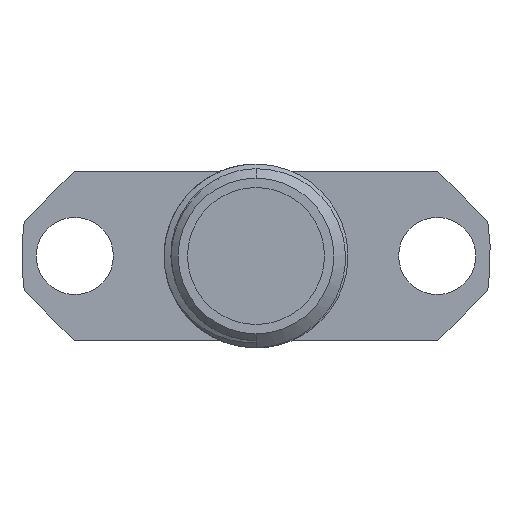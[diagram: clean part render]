
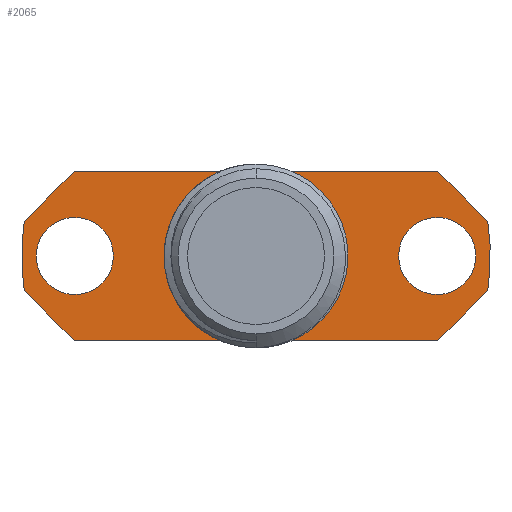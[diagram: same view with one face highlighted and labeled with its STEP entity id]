
A CAD part, left-side view. The second image highlights one B-rep face of the part: STEP entity #2065.
In plain terms, the highlighted planar face has unit normal (-1, 0, 0).
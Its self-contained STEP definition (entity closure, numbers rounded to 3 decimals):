
#5 = CARTESIAN_POINT ( 'NONE',  ( 7.8, -6.11, 1.3 ) ) ;
#19 = DIRECTION ( 'NONE',  ( -1., 0., 0. ) ) ;
#51 = CARTESIAN_POINT ( 'NONE',  ( 7.8, 6.13, -2.85 ) ) ;
#54 = VECTOR ( 'NONE', #3011, 1000. ) ;
#127 = EDGE_CURVE ( 'NONE', #1727, #2089, #3205, .T. ) ;
#171 = CARTESIAN_POINT ( 'NONE',  ( 7.8, 0., 0. ) ) ;
#177 = AXIS2_PLACEMENT_3D ( 'NONE', #2409, #803, #3490 ) ;
#190 = DIRECTION ( 'NONE',  ( 0., 0.707, 0.707 ) ) ;
#325 = VERTEX_POINT ( 'NONE', #844 ) ;
#333 = LINE ( 'NONE', #51, #2877 ) ;
#347 = VERTEX_POINT ( 'NONE', #1690 ) ;
#353 = CARTESIAN_POINT ( 'NONE',  ( 7.8, -7.813, 1.167 ) ) ;
#378 = FACE_OUTER_BOUND ( 'NONE', #3376, .T. ) ;
#412 = EDGE_CURVE ( 'NONE', #347, #2195, #333, .T. ) ;
#483 = VECTOR ( 'NONE', #3159, 1000. ) ;
#488 = AXIS2_PLACEMENT_3D ( 'NONE', #3087, #684, #1512 ) ;
#532 = EDGE_LOOP ( 'NONE', ( #3081, #2766 ) ) ;
#586 = VERTEX_POINT ( 'NONE', #966 ) ;
#629 = AXIS2_PLACEMENT_3D ( 'NONE', #171, #3075, #3341 ) ;
#673 = FACE_BOUND ( 'NONE', #941, .T. ) ;
#680 = ORIENTED_EDGE ( 'NONE', *, *, #3178, .T. ) ;
#684 = DIRECTION ( 'NONE',  ( -1., 0., 0. ) ) ;
#689 = CARTESIAN_POINT ( 'NONE',  ( 7.8, 6.11, 1.3 ) ) ;
#690 = CIRCLE ( 'NONE', #1128, 1.3 ) ;
#702 = DIRECTION ( 'NONE',  ( 0., 1., 0. ) ) ;
#727 = CARTESIAN_POINT ( 'NONE',  ( 7.8, 7.813, -1.167 ) ) ;
#737 = CARTESIAN_POINT ( 'NONE',  ( 7.8, -6.13, -2.85 ) ) ;
#752 = AXIS2_PLACEMENT_3D ( 'NONE', #3379, #1537, #1214 ) ;
#776 = LINE ( 'NONE', #3126, #2519 ) ;
#793 = VERTEX_POINT ( 'NONE', #353 ) ;
#797 = LINE ( 'NONE', #2438, #54 ) ;
#803 = DIRECTION ( 'NONE',  ( -1., 0., 0. ) ) ;
#844 = CARTESIAN_POINT ( 'NONE',  ( 7.8, 6.11, -1.3 ) ) ;
#851 = VERTEX_POINT ( 'NONE', #3317 ) ;
#885 = ORIENTED_EDGE ( 'NONE', *, *, #1183, .F. ) ;
#941 = EDGE_LOOP ( 'NONE', ( #2530, #2439 ) ) ;
#966 = CARTESIAN_POINT ( 'NONE',  ( 7.8, 0., -2.625 ) ) ;
#1002 = DIRECTION ( 'NONE',  ( 0., -0.707, 0.707 ) ) ;
#1043 = CARTESIAN_POINT ( 'NONE',  ( 7.8, 6.11, 0. ) ) ;
#1071 = DIRECTION ( 'NONE',  ( 0., 0., 1. ) ) ;
#1080 = CIRCLE ( 'NONE', #2840, 1.3 ) ;
#1093 = AXIS2_PLACEMENT_3D ( 'NONE', #2689, #3230, #3056 ) ;
#1128 = AXIS2_PLACEMENT_3D ( 'NONE', #2230, #2822, #3296 ) ;
#1183 = EDGE_CURVE ( 'NONE', #1635, #325, #1769, .T. ) ;
#1211 = VERTEX_POINT ( 'NONE', #5 ) ;
#1214 = DIRECTION ( 'NONE',  ( 0., 0., 1. ) ) ;
#1241 = EDGE_CURVE ( 'NONE', #2410, #1727, #797, .T. ) ;
#1256 = CIRCLE ( 'NONE', #1990, 1.3 ) ;
#1268 = CARTESIAN_POINT ( 'NONE',  ( 7.8, 7.813, -1.167 ) ) ;
#1281 = EDGE_CURVE ( 'NONE', #1211, #851, #1080, .T. ) ;
#1328 = DIRECTION ( 'NONE',  ( 0., 0., 1. ) ) ;
#1340 = VERTEX_POINT ( 'NONE', #1687 ) ;
#1386 = EDGE_CURVE ( 'NONE', #851, #1211, #690, .T. ) ;
#1389 = ORIENTED_EDGE ( 'NONE', *, *, #3467, .T. ) ;
#1401 = VERTEX_POINT ( 'NONE', #2750 ) ;
#1447 = FACE_BOUND ( 'NONE', #532, .T. ) ;
#1448 = EDGE_CURVE ( 'NONE', #325, #1635, #1256, .T. ) ;
#1453 = EDGE_CURVE ( 'NONE', #1401, #793, #1594, .T. ) ;
#1512 = DIRECTION ( 'NONE',  ( 0., 0., 1. ) ) ;
#1523 = FACE_BOUND ( 'NONE', #2834, .T. ) ;
#1532 = LINE ( 'NONE', #1268, #483 ) ;
#1537 = DIRECTION ( 'NONE',  ( -1., 0., 0. ) ) ;
#1550 = VECTOR ( 'NONE', #190, 1000. ) ;
#1594 = CIRCLE ( 'NONE', #177, 7.9 ) ;
#1635 = VERTEX_POINT ( 'NONE', #689 ) ;
#1671 = EDGE_CURVE ( 'NONE', #586, #2744, #2268, .T. ) ;
#1674 = CARTESIAN_POINT ( 'NONE',  ( 7.8, 0., 2.625 ) ) ;
#1687 = CARTESIAN_POINT ( 'NONE',  ( 7.8, -6.13, 2.85 ) ) ;
#1690 = CARTESIAN_POINT ( 'NONE',  ( 7.8, 6.13, -2.85 ) ) ;
#1695 = CARTESIAN_POINT ( 'NONE',  ( 7.8, -6.13, -2.85 ) ) ;
#1727 = VERTEX_POINT ( 'NONE', #3416 ) ;
#1743 = ORIENTED_EDGE ( 'NONE', *, *, #127, .T. ) ;
#1768 = CARTESIAN_POINT ( 'NONE',  ( 7.8, 6.13, 2.85 ) ) ;
#1769 = CIRCLE ( 'NONE', #2160, 1.3 ) ;
#1775 = ORIENTED_EDGE ( 'NONE', *, *, #3232, .T. ) ;
#1793 = ORIENTED_EDGE ( 'NONE', *, *, #412, .T. ) ;
#1913 = DIRECTION ( 'NONE',  ( 0., -1., 0. ) ) ;
#1948 = ORIENTED_EDGE ( 'NONE', *, *, #1448, .F. ) ;
#1990 = AXIS2_PLACEMENT_3D ( 'NONE', #1043, #2713, #1328 ) ;
#2061 = CIRCLE ( 'NONE', #1093, 2.625 ) ;
#2065 = ADVANCED_FACE ( 'NONE', ( #1447, #1523, #673, #378 ), #2258, .T. ) ;
#2089 = VERTEX_POINT ( 'NONE', #727 ) ;
#2155 = DIRECTION ( 'NONE',  ( 0., 0., 1. ) ) ;
#2160 = AXIS2_PLACEMENT_3D ( 'NONE', #2691, #19, #1071 ) ;
#2195 = VERTEX_POINT ( 'NONE', #1695 ) ;
#2230 = CARTESIAN_POINT ( 'NONE',  ( 7.8, -6.11, 0. ) ) ;
#2258 = PLANE ( 'NONE',  #629 ) ;
#2268 = CIRCLE ( 'NONE', #752, 2.625 ) ;
#2390 = CARTESIAN_POINT ( 'NONE',  ( 7.8, -7.813, 1.167 ) ) ;
#2409 = CARTESIAN_POINT ( 'NONE',  ( 7.8, 0., 0. ) ) ;
#2410 = VERTEX_POINT ( 'NONE', #1768 ) ;
#2421 = CARTESIAN_POINT ( 'NONE',  ( 7.8, -6.11, 0. ) ) ;
#2438 = CARTESIAN_POINT ( 'NONE',  ( 7.8, 6.13, 2.85 ) ) ;
#2439 = ORIENTED_EDGE ( 'NONE', *, *, #1671, .F. ) ;
#2465 = VECTOR ( 'NONE', #1002, 1000. ) ;
#2519 = VECTOR ( 'NONE', #702, 1000. ) ;
#2530 = ORIENTED_EDGE ( 'NONE', *, *, #3286, .F. ) ;
#2536 = ORIENTED_EDGE ( 'NONE', *, *, #3163, .T. ) ;
#2593 = ORIENTED_EDGE ( 'NONE', *, *, #1241, .T. ) ;
#2616 = LINE ( 'NONE', #737, #2465 ) ;
#2689 = CARTESIAN_POINT ( 'NONE',  ( 7.8, 0., 0. ) ) ;
#2691 = CARTESIAN_POINT ( 'NONE',  ( 7.8, 6.11, 0. ) ) ;
#2713 = DIRECTION ( 'NONE',  ( -1., 0., 0. ) ) ;
#2744 = VERTEX_POINT ( 'NONE', #1674 ) ;
#2750 = CARTESIAN_POINT ( 'NONE',  ( 7.8, -7.813, -1.167 ) ) ;
#2766 = ORIENTED_EDGE ( 'NONE', *, *, #1386, .F. ) ;
#2822 = DIRECTION ( 'NONE',  ( -1., 0., 0. ) ) ;
#2834 = EDGE_LOOP ( 'NONE', ( #885, #1948 ) ) ;
#2840 = AXIS2_PLACEMENT_3D ( 'NONE', #2421, #3500, #2155 ) ;
#2871 = ORIENTED_EDGE ( 'NONE', *, *, #1453, .T. ) ;
#2877 = VECTOR ( 'NONE', #1913, 1000. ) ;
#3011 = DIRECTION ( 'NONE',  ( 0., 0.707, -0.707 ) ) ;
#3056 = DIRECTION ( 'NONE',  ( 0., 0., 1. ) ) ;
#3075 = DIRECTION ( 'NONE',  ( -1., 0., 0. ) ) ;
#3081 = ORIENTED_EDGE ( 'NONE', *, *, #1281, .F. ) ;
#3087 = CARTESIAN_POINT ( 'NONE',  ( 7.8, 0., 0. ) ) ;
#3126 = CARTESIAN_POINT ( 'NONE',  ( 7.8, -6.13, 2.85 ) ) ;
#3159 = DIRECTION ( 'NONE',  ( 0., -0.707, -0.707 ) ) ;
#3163 = EDGE_CURVE ( 'NONE', #2089, #347, #1532, .T. ) ;
#3178 = EDGE_CURVE ( 'NONE', #2195, #1401, #2616, .T. ) ;
#3205 = CIRCLE ( 'NONE', #488, 7.9 ) ;
#3222 = LINE ( 'NONE', #2390, #1550 ) ;
#3230 = DIRECTION ( 'NONE',  ( -1., 0., 0. ) ) ;
#3232 = EDGE_CURVE ( 'NONE', #1340, #2410, #776, .T. ) ;
#3286 = EDGE_CURVE ( 'NONE', #2744, #586, #2061, .T. ) ;
#3296 = DIRECTION ( 'NONE',  ( 0., 0., 1. ) ) ;
#3317 = CARTESIAN_POINT ( 'NONE',  ( 7.8, -6.11, -1.3 ) ) ;
#3341 = DIRECTION ( 'NONE',  ( 0., 0., 1. ) ) ;
#3376 = EDGE_LOOP ( 'NONE', ( #1793, #680, #2871, #1389, #1775, #2593, #1743, #2536 ) ) ;
#3379 = CARTESIAN_POINT ( 'NONE',  ( 7.8, 0., 0. ) ) ;
#3416 = CARTESIAN_POINT ( 'NONE',  ( 7.8, 7.813, 1.167 ) ) ;
#3467 = EDGE_CURVE ( 'NONE', #793, #1340, #3222, .T. ) ;
#3490 = DIRECTION ( 'NONE',  ( 0., 0., 1. ) ) ;
#3500 = DIRECTION ( 'NONE',  ( -1., 0., 0. ) ) ;
